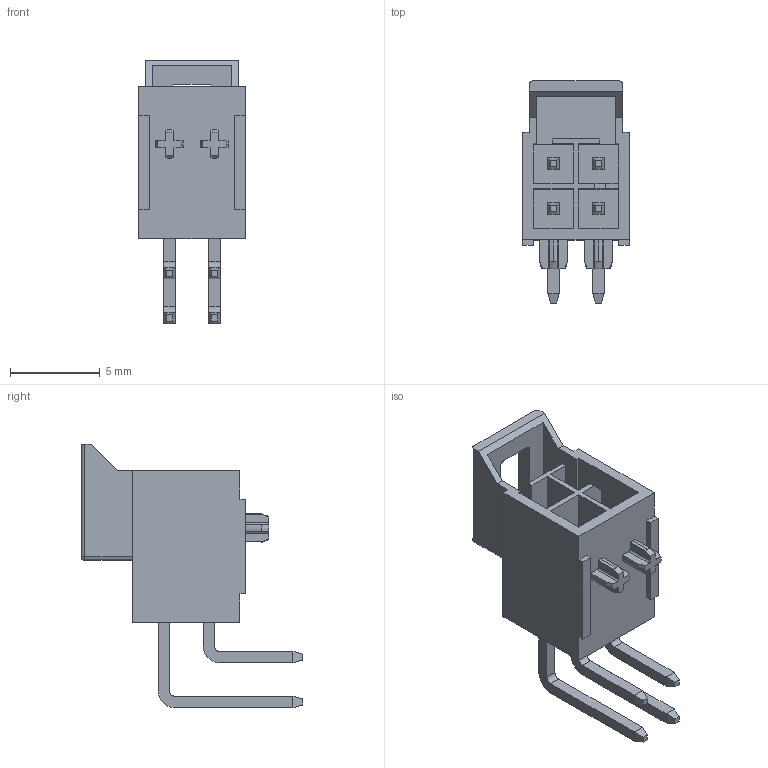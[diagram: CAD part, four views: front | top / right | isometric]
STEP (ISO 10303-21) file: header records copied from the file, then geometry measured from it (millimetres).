
FILE_DESCRIPTION (( 'STEP AP214' ), '1' );
FILE_NAME ('1053141204.STEP', '2023-10-13T04:31:18', ( '' ), ( '' ), 'SwSTEP 2.0', 'SolidWorks 2021', '' );
FILE_SCHEMA (( 'AUTOMOTIVE_DESIGN' ));
Length unit declared in the file: millimetre
Products named in the file (1): 1053141204
Bounding box: 5.94 x 12.34 x 14.66 mm (x, y, z)
Volume: 231.3 mm3; surface area: 756.5 mm2
Topology: 1 solids, 1 shells, 197 faces, 520 edges, 332 vertices
Faces by surface type: plane 151, cylinder 34, cone 10, sphere 2
Entity records: 6042 total; most frequent: CARTESIAN_POINT 1112, ORIENTED_EDGE 1036, DIRECTION 978, EDGE_CURVE 518, LINE 422, VECTOR 422, VERTEX_POINT 332, AXIS2_PLACEMENT_3D 278
